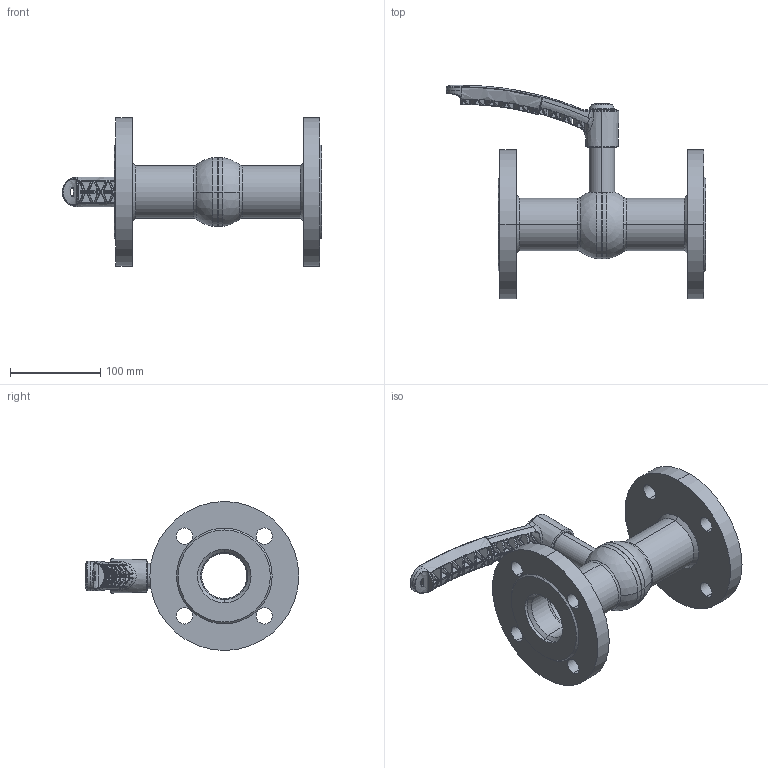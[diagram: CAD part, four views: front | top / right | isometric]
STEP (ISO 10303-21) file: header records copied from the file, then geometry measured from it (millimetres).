
FILE_DESCRIPTION (( 'STEP AP214' ), '1' );
FILE_NAME ('8500440050 010.step', '2025-05-29T08:14:45', ( '' ), ( '' ), 'SwSTEP 2.0', 'SolidWorks 2023', '' );
FILE_SCHEMA (( 'AUTOMOTIVE_DESIGN' ));
Length unit declared in the file: millimetre
Products named in the file (1): 8500440050 010
Bounding box: 287.43 x 236.62 x 165 mm (x, y, z)
Surface area: 215968.1 mm2 (no closed solid volume)
Topology: 0 solids, 29 shells, 573 faces, 2100 edges, 1514 vertices
Faces by surface type: bspline 246, plane 149, cylinder 88, cone 61, torus 24, sphere 5
Entity records: 34480 total; most frequent: CARTESIAN_POINT 20097, ORIENTED_EDGE 3006, DIRECTION 2181, EDGE_CURVE 2098, VERTEX_POINT 1514, B_SPLINE_CURVE_WITH_KNOTS 1015, AXIS2_PLACEMENT_3D 864, EDGE_LOOP 648
